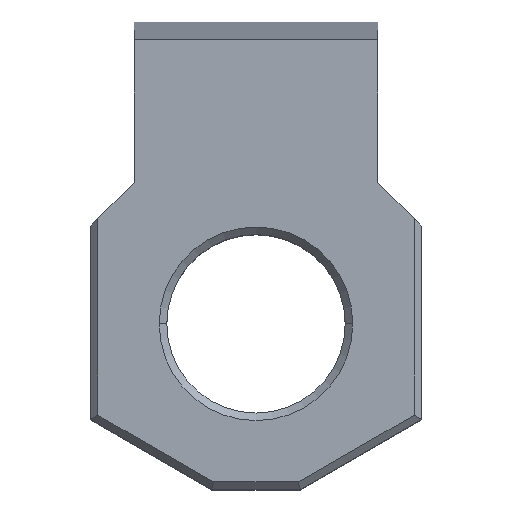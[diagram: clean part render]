
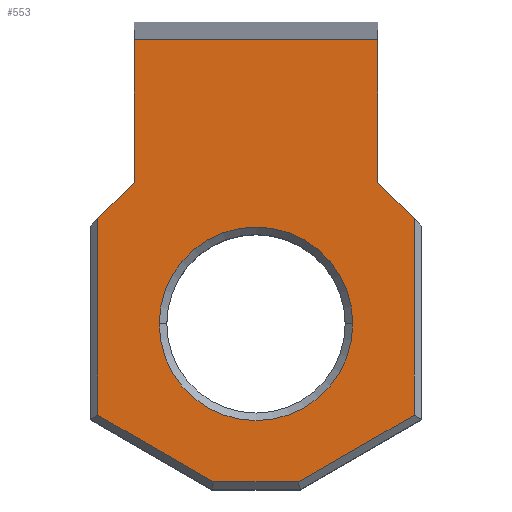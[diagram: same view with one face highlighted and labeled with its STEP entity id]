
A CAD part, top view. The second image highlights one B-rep face of the part: STEP entity #553.
In plain terms, the highlighted planar face has unit normal (0, 0, 1).
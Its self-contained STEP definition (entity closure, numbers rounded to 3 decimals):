
#1 = VECTOR ( 'NONE', #1615, 1000. ) ;
#29 = VECTOR ( 'NONE', #892, 1000. ) ;
#46 = VECTOR ( 'NONE', #646, 1000. ) ;
#65 = EDGE_CURVE ( 'NONE', #588, #443, #1515, .T. ) ;
#73 = VECTOR ( 'NONE', #852, 1000. ) ;
#94 = ORIENTED_EDGE ( 'NONE', *, *, #354, .T. ) ;
#103 = VERTEX_POINT ( 'NONE', #1653 ) ;
#110 = AXIS2_PLACEMENT_3D ( 'NONE', #385, #403, #417 ) ;
#115 = CIRCLE ( 'NONE', #110, 3.825 ) ;
#117 = VECTOR ( 'NONE', #360, 1000. ) ;
#149 = DIRECTION ( 'NONE',  ( 1., 0., 0. ) ) ;
#163 = VECTOR ( 'NONE', #199, 1000. ) ;
#190 = EDGE_CURVE ( 'NONE', #780, #712, #1857, .T. ) ;
#199 = DIRECTION ( 'NONE',  ( 0.866, 0.5, 0. ) ) ;
#204 = AXIS2_PLACEMENT_3D ( 'NONE', #1900, #1906, #1912 ) ;
#205 = ORIENTED_EDGE ( 'NONE', *, *, #1507, .T. ) ;
#210 = CARTESIAN_POINT ( 'NONE',  ( 0.289, -0.5, 0. ) ) ;
#212 = EDGE_CURVE ( 'NONE', #1401, #1890, #1920, .T. ) ;
#229 = VECTOR ( 'NONE', #1884, 1000. ) ;
#244 = CARTESIAN_POINT ( 'NONE',  ( 1.675, 0.3, 0. ) ) ;
#304 = LINE ( 'NONE', #210, #163 ) ;
#336 = ORIENTED_EDGE ( 'NONE', *, *, #377, .T. ) ;
#345 = LINE ( 'NONE', #356, #117 ) ;
#348 = ORIENTED_EDGE ( 'NONE', *, *, #458, .T. ) ;
#349 = ORIENTED_EDGE ( 'NONE', *, *, #212, .T. ) ;
#354 = EDGE_CURVE ( 'NONE', #103, #1846, #345, .T. ) ;
#356 = CARTESIAN_POINT ( 'NONE',  ( 8.481, 8.481, 0. ) ) ;
#360 = DIRECTION ( 'NONE',  ( -0.707, 0.707, 0. ) ) ;
#377 = EDGE_CURVE ( 'NONE', #1890, #1401, #115, .T. ) ;
#382 = ORIENTED_EDGE ( 'NONE', *, *, #519, .T. ) ;
#385 = CARTESIAN_POINT ( 'NONE',  ( 0., 6.55, 0. ) ) ;
#390 = ORIENTED_EDGE ( 'NONE', *, *, #1402, .F. ) ;
#395 = ORIENTED_EDGE ( 'NONE', *, *, #190, .T. ) ;
#396 = ORIENTED_EDGE ( 'NONE', *, *, #1084, .T. ) ;
#401 = ORIENTED_EDGE ( 'NONE', *, *, #1483, .T. ) ;
#403 = DIRECTION ( 'NONE',  ( 0., 0., -1. ) ) ;
#405 = ORIENTED_EDGE ( 'NONE', *, *, #65, .F. ) ;
#417 = DIRECTION ( 'NONE',  ( 1., 0., 0. ) ) ;
#443 = VERTEX_POINT ( 'NONE', #614 ) ;
#458 = EDGE_CURVE ( 'NONE', #588, #1393, #623, .T. ) ;
#509 = CARTESIAN_POINT ( 'NONE',  ( -3.825, 6.55, 0. ) ) ;
#519 = EDGE_CURVE ( 'NONE', #712, #443, #1596, .T. ) ;
#553 = ADVANCED_FACE ( 'NONE', ( #1702, #1716 ), #1720, .T. ) ;
#561 = ORIENTED_EDGE ( 'NONE', *, *, #1667, .T. ) ;
#588 = VERTEX_POINT ( 'NONE', #1649 ) ;
#614 = CARTESIAN_POINT ( 'NONE',  ( -4.812, 12.15, 0. ) ) ;
#623 = LINE ( 'NONE', #631, #46 ) ;
#631 = CARTESIAN_POINT ( 'NONE',  ( -6.25, 2.768, 0. ) ) ;
#646 = DIRECTION ( 'NONE',  ( 0., -1., 0. ) ) ;
#712 = VERTEX_POINT ( 'NONE', #840 ) ;
#726 = AXIS2_PLACEMENT_3D ( 'NONE', #1729, #1165, #1761 ) ;
#780 = VERTEX_POINT ( 'NONE', #1412 ) ;
#797 = CARTESIAN_POINT ( 'NONE',  ( 6.25, 2.942, 0. ) ) ;
#840 = CARTESIAN_POINT ( 'NONE',  ( -4.812, 17.766, 0. ) ) ;
#852 = DIRECTION ( 'NONE',  ( 0.866, -0.5, 0. ) ) ;
#861 = CARTESIAN_POINT ( 'NONE',  ( -1.605, 0.26, 0. ) ) ;
#887 = LINE ( 'NONE', #861, #73 ) ;
#892 = DIRECTION ( 'NONE',  ( 0., 1., 0. ) ) ;
#905 = CARTESIAN_POINT ( 'NONE',  ( 6.25, 0., 0. ) ) ;
#911 = CARTESIAN_POINT ( 'NONE',  ( -1.675, 0.3, 0. ) ) ;
#915 = LINE ( 'NONE', #905, #29 ) ;
#920 = CARTESIAN_POINT ( 'NONE',  ( 4.812, 12.15, 0. ) ) ;
#1014 = VECTOR ( 'NONE', #149, 1000. ) ;
#1084 = EDGE_CURVE ( 'NONE', #1842, #1902, #1948, .T. ) ;
#1165 = DIRECTION ( 'NONE',  ( 0., 0., 1. ) ) ;
#1179 = VERTEX_POINT ( 'NONE', #797 ) ;
#1334 = EDGE_LOOP ( 'NONE', ( #561, #401, #94, #390, #395, #382, #405, #348, #205, #396 ) ) ;
#1384 = CARTESIAN_POINT ( 'NONE',  ( 0., 0.3, 0. ) ) ;
#1393 = VERTEX_POINT ( 'NONE', #1756 ) ;
#1396 = EDGE_LOOP ( 'NONE', ( #349, #336 ) ) ;
#1401 = VERTEX_POINT ( 'NONE', #1580 ) ;
#1402 = EDGE_CURVE ( 'NONE', #780, #1846, #1449, .T. ) ;
#1412 = CARTESIAN_POINT ( 'NONE',  ( 4.811, 17.766, 0. ) ) ;
#1431 = DIRECTION ( 'NONE',  ( 0., -1., 0. ) ) ;
#1442 = CARTESIAN_POINT ( 'NONE',  ( 4.812, 0., 0. ) ) ;
#1449 = LINE ( 'NONE', #1442, #1743 ) ;
#1483 = EDGE_CURVE ( 'NONE', #1179, #103, #915, .T. ) ;
#1507 = EDGE_CURVE ( 'NONE', #1393, #1842, #887, .T. ) ;
#1515 = LINE ( 'NONE', #1525, #1636 ) ;
#1525 = CARTESIAN_POINT ( 'NONE',  ( -8.481, 8.481, 0. ) ) ;
#1539 = DIRECTION ( 'NONE',  ( 0.707, 0.707, 0. ) ) ;
#1580 = CARTESIAN_POINT ( 'NONE',  ( 3.825, 6.55, 0. ) ) ;
#1596 = LINE ( 'NONE', #1609, #1 ) ;
#1609 = CARTESIAN_POINT ( 'NONE',  ( -4.812, 0., 0. ) ) ;
#1615 = DIRECTION ( 'NONE',  ( 0., -1., 0. ) ) ;
#1636 = VECTOR ( 'NONE', #1539, 1000. ) ;
#1649 = CARTESIAN_POINT ( 'NONE',  ( -6.25, 10.712, 0. ) ) ;
#1653 = CARTESIAN_POINT ( 'NONE',  ( 6.25, 10.712, 0. ) ) ;
#1667 = EDGE_CURVE ( 'NONE', #1902, #1179, #304, .T. ) ;
#1702 = FACE_BOUND ( 'NONE', #1396, .T. ) ;
#1716 = FACE_OUTER_BOUND ( 'NONE', #1334, .T. ) ;
#1720 = PLANE ( 'NONE',  #726 ) ;
#1729 = CARTESIAN_POINT ( 'NONE',  ( 0., 0., 0. ) ) ;
#1743 = VECTOR ( 'NONE', #1431, 1000. ) ;
#1756 = CARTESIAN_POINT ( 'NONE',  ( -6.25, 2.942, 0. ) ) ;
#1761 = DIRECTION ( 'NONE',  ( 1., 0., 0. ) ) ;
#1842 = VERTEX_POINT ( 'NONE', #911 ) ;
#1846 = VERTEX_POINT ( 'NONE', #920 ) ;
#1857 = LINE ( 'NONE', #1875, #229 ) ;
#1875 = CARTESIAN_POINT ( 'NONE',  ( 0., 17.766, 0. ) ) ;
#1884 = DIRECTION ( 'NONE',  ( -1., 0., 0. ) ) ;
#1890 = VERTEX_POINT ( 'NONE', #509 ) ;
#1900 = CARTESIAN_POINT ( 'NONE',  ( 0., 6.55, 0. ) ) ;
#1902 = VERTEX_POINT ( 'NONE', #244 ) ;
#1906 = DIRECTION ( 'NONE',  ( 0., 0., -1. ) ) ;
#1912 = DIRECTION ( 'NONE',  ( 1., 0., 0. ) ) ;
#1920 = CIRCLE ( 'NONE', #204, 3.825 ) ;
#1948 = LINE ( 'NONE', #1384, #1014 ) ;
